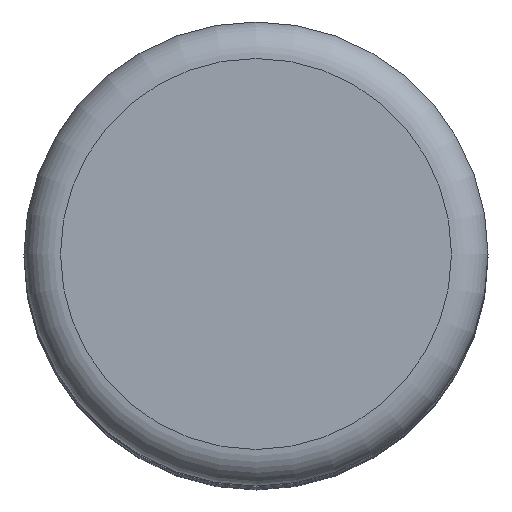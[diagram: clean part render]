
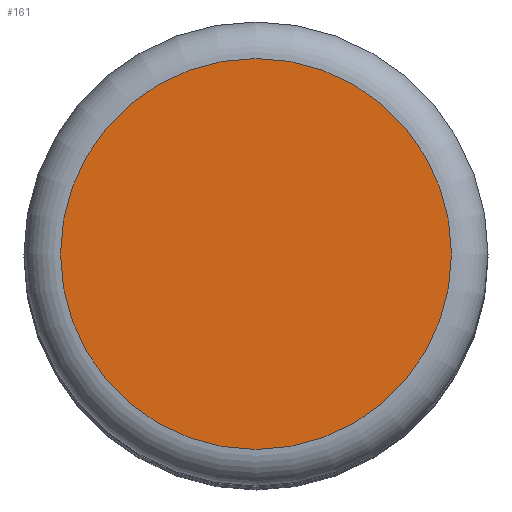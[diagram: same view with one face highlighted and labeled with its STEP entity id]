
A CAD part, top view. The second image highlights one B-rep face of the part: STEP entity #161.
In plain terms, the highlighted planar face has unit normal (0, 0, 1).
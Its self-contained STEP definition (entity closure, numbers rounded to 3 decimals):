
#20=PLANE('',#208);
#38=FACE_OUTER_BOUND('',#51,.T.);
#51=EDGE_LOOP('',(#139,#140));
#68=CIRCLE('',#205,2.675);
#70=CIRCLE('',#207,2.675);
#84=VERTEX_POINT('',#311);
#85=VERTEX_POINT('',#312);
#102=EDGE_CURVE('',#84,#85,#68,.T.);
#104=EDGE_CURVE('',#85,#84,#70,.T.);
#139=ORIENTED_EDGE('',*,*,#102,.F.);
#140=ORIENTED_EDGE('',*,*,#104,.F.);
#161=ADVANCED_FACE('',(#38),#20,.T.);
#205=AXIS2_PLACEMENT_3D('',#313,#258,#259);
#207=AXIS2_PLACEMENT_3D('',#315,#262,#263);
#208=AXIS2_PLACEMENT_3D('',#316,#264,#265);
#258=DIRECTION('center_axis',(0.,0.,-1.));
#259=DIRECTION('ref_axis',(-1.,0.,0.));
#262=DIRECTION('center_axis',(0.,0.,-1.));
#263=DIRECTION('ref_axis',(-1.,0.,0.));
#264=DIRECTION('center_axis',(0.,0.,1.));
#265=DIRECTION('ref_axis',(1.,0.,0.));
#311=CARTESIAN_POINT('',(2.675,0.,31.8));
#312=CARTESIAN_POINT('',(-2.675,0.,31.8));
#313=CARTESIAN_POINT('Origin',(0.,0.,31.8));
#315=CARTESIAN_POINT('Origin',(0.,0.,31.8));
#316=CARTESIAN_POINT('Origin',(0.,0.,31.8));
